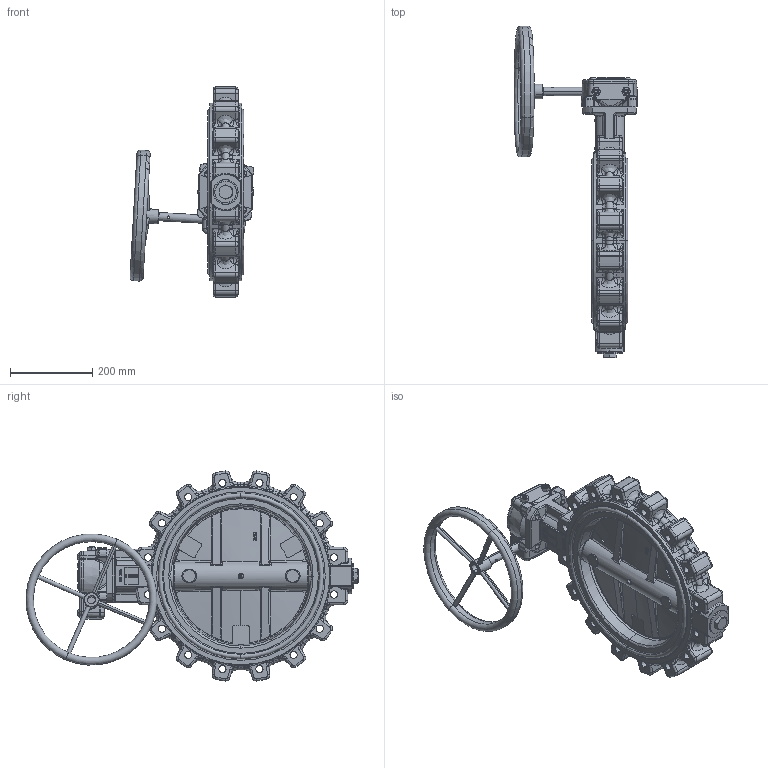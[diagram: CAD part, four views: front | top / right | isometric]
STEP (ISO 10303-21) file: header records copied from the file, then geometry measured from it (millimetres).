
FILE_DESCRIPTION (( 'STEP AP203' ), '1' );
FILE_NAME ('AK02_DN350-PN10_Getriebe.STEP', '2022-10-07T09:16:35', ( '' ), ( '' ), 'SwSTEP 2.0', 'SolidWorks 2021', '' );
FILE_SCHEMA (( 'CONFIG_CONTROL_DESIGN' ));
Products named in the file (5): AK02_DN350-PN10_OH; AK02_DN350-PN10_Getriebe; AK01_DN350-PN16_Getriebe; AK01_DN350_Getriebe - Handrad; AK01_DN350_Getriebe mit Handrad
Assembly tree (4 placements, depth 3):
  AK02_DN350-PN10_Getriebe
    AK02_DN350-PN10_OH
    AK01_DN350_Getriebe mit Handrad
      AK01_DN350-PN16_Getriebe
      AK01_DN350_Getriebe - Handrad
Bounding box: 300.73 x 805.24 x 509.49 mm (x, y, z)
Volume: 11069395.6 mm3; surface area: 1017131.7 mm2
Topology: 5 solids, 30 shells, 3070 faces, 7673 edges, 4563 vertices
Faces by surface type: bspline 840, cylinder 650, plane 601, torus 498, cone 383, sphere 98
Entity records: 166813 total; most frequent: CARTESIAN_POINT 100929, ORIENTED_EDGE 14968, DIRECTION 12070, EDGE_CURVE 7484, AXIS2_PLACEMENT_3D 5067, VERTEX_POINT 4561, EDGE_LOOP 3251, ADVANCED_FACE 3070
